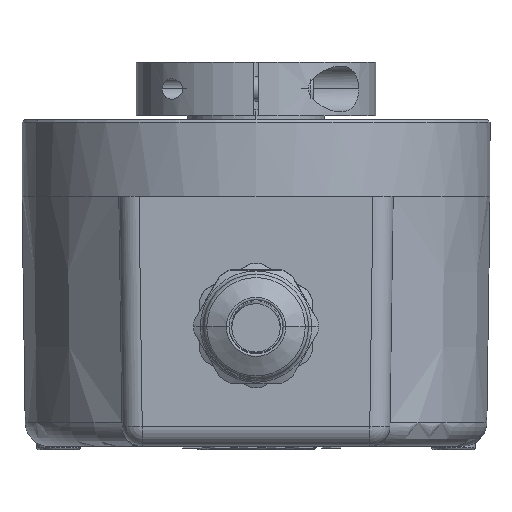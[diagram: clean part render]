
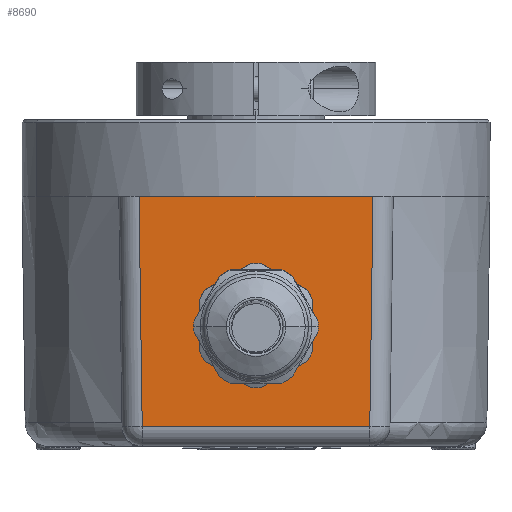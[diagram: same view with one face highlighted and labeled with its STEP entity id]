
A CAD part, front view. The second image highlights one B-rep face of the part: STEP entity #8690.
In plain terms, the highlighted planar face has unit normal (0, -1, -0.014).
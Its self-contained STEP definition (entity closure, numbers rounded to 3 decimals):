
#136 = VECTOR ( 'NONE', #2535, 1000. ) ;
#140 = DIRECTION ( 'NONE',  ( 0., 1., 0.014 ) ) ;
#352 = CARTESIAN_POINT ( 'NONE',  ( 0., -29., 31. ) ) ;
#545 = VERTEX_POINT ( 'NONE', #8351 ) ;
#766 = CIRCLE ( 'NONE', #10808, 7. ) ;
#989 = VERTEX_POINT ( 'NONE', #12812 ) ;
#1158 = CARTESIAN_POINT ( 'NONE',  ( 0., -28.777, 15.003 ) ) ;
#1241 = DIRECTION ( 'NONE',  ( 0., 1., 0.014 ) ) ;
#1664 = AXIS2_PLACEMENT_3D ( 'NONE', #1158, #5218, #7554 ) ;
#2011 = EDGE_CURVE ( 'NONE', #4756, #6173, #766, .T. ) ;
#2057 = CARTESIAN_POINT ( 'NONE',  ( 17., -29., 31. ) ) ;
#2386 = VERTEX_POINT ( 'NONE', #3403 ) ;
#2535 = DIRECTION ( 'NONE',  ( 1., 0., 0. ) ) ;
#2540 = CARTESIAN_POINT ( 'NONE',  ( 0., -28.777, 15.003 ) ) ;
#2573 = ORIENTED_EDGE ( 'NONE', *, *, #10502, .T. ) ;
#2597 = ORIENTED_EDGE ( 'NONE', *, *, #11038, .T. ) ;
#2600 = AXIS2_PLACEMENT_3D ( 'NONE', #4627, #11672, #10903 ) ;
#2618 = ORIENTED_EDGE ( 'NONE', *, *, #6146, .T. ) ;
#2658 = CIRCLE ( 'NONE', #7061, 7. ) ;
#2866 = CARTESIAN_POINT ( 'NONE',  ( -14.494, -28.994, 30.56 ) ) ;
#2941 = CARTESIAN_POINT ( 'NONE',  ( 3.5, -28.861, 21.065 ) ) ;
#3087 = CARTESIAN_POINT ( 'NONE',  ( 14.102, -28.602, 2.465 ) ) ;
#3158 = DIRECTION ( 'NONE',  ( 0., -0.014, 1. ) ) ;
#3239 = CARTESIAN_POINT ( 'NONE',  ( 0., -28.777, 15.003 ) ) ;
#3256 = CARTESIAN_POINT ( 'NONE',  ( -3.5, -28.861, 21.065 ) ) ;
#3345 = EDGE_CURVE ( 'NONE', #12749, #12488, #5762, .T. ) ;
#3363 = ORIENTED_EDGE ( 'NONE', *, *, #8920, .T. ) ;
#3403 = CARTESIAN_POINT ( 'NONE',  ( 3.5, -28.692, 8.942 ) ) ;
#3576 = DIRECTION ( 'NONE',  ( 0., 1., 0.014 ) ) ;
#4180 = VECTOR ( 'NONE', #12543, 1000. ) ;
#4225 = PLANE ( 'NONE',  #6128 ) ;
#4468 = CARTESIAN_POINT ( 'NONE',  ( 0., -28.777, 15.003 ) ) ;
#4627 = CARTESIAN_POINT ( 'NONE',  ( 0., -28.777, 15.003 ) ) ;
#4631 = CARTESIAN_POINT ( 'NONE',  ( 14.5, -29., 31. ) ) ;
#4756 = VERTEX_POINT ( 'NONE', #8292 ) ;
#4832 = DIRECTION ( 'NONE',  ( 0.014, 0.014, -1. ) ) ;
#5160 = CARTESIAN_POINT ( 'NONE',  ( 17., -29., 31. ) ) ;
#5218 = DIRECTION ( 'NONE',  ( 0., 1., 0.014 ) ) ;
#5249 = ORIENTED_EDGE ( 'NONE', *, *, #11200, .T. ) ;
#5359 = LINE ( 'NONE', #2866, #9612 ) ;
#5458 = CARTESIAN_POINT ( 'NONE',  ( 7., -28.777, 15.003 ) ) ;
#5604 = ORIENTED_EDGE ( 'NONE', *, *, #10275, .T. ) ;
#5762 = LINE ( 'NONE', #5160, #7953 ) ;
#5838 = LINE ( 'NONE', #10519, #136 ) ;
#6128 = AXIS2_PLACEMENT_3D ( 'NONE', #2057, #12095, #3158 ) ;
#6146 = EDGE_CURVE ( 'NONE', #7150, #12488, #6393, .T. ) ;
#6173 = VERTEX_POINT ( 'NONE', #3256 ) ;
#6231 = EDGE_CURVE ( 'NONE', #2386, #7734, #7659, .T. ) ;
#6257 = EDGE_LOOP ( 'NONE', ( #2597, #10220, #7063, #12913, #5249, #2573 ) ) ;
#6304 = DIRECTION ( 'NONE',  ( 1., 0., 0. ) ) ;
#6393 = LINE ( 'NONE', #9604, #4180 ) ;
#6612 = CIRCLE ( 'NONE', #9859, 7. ) ;
#7061 = AXIS2_PLACEMENT_3D ( 'NONE', #4468, #140, #9518 ) ;
#7063 = ORIENTED_EDGE ( 'NONE', *, *, #10495, .T. ) ;
#7150 = VERTEX_POINT ( 'NONE', #3087 ) ;
#7554 = DIRECTION ( 'NONE',  ( 1., 0., 0. ) ) ;
#7637 = ORIENTED_EDGE ( 'NONE', *, *, #10937, .F. ) ;
#7659 = CIRCLE ( 'NONE', #11025, 7. ) ;
#7734 = VERTEX_POINT ( 'NONE', #8278 ) ;
#7873 = VECTOR ( 'NONE', #11537, 1000. ) ;
#7953 = VECTOR ( 'NONE', #12172, 1000. ) ;
#8278 = CARTESIAN_POINT ( 'NONE',  ( -3.5, -28.692, 8.942 ) ) ;
#8292 = CARTESIAN_POINT ( 'NONE',  ( -7., -28.777, 15.003 ) ) ;
#8351 = CARTESIAN_POINT ( 'NONE',  ( -14.102, -28.602, 2.465 ) ) ;
#8517 = FACE_BOUND ( 'NONE', #6257, .T. ) ;
#8690 = ADVANCED_FACE ( 'NONE', ( #12891, #8517 ), #4225, .T. ) ;
#8920 = EDGE_CURVE ( 'NONE', #545, #7150, #5838, .T. ) ;
#9518 = DIRECTION ( 'NONE',  ( 1., 0., 0. ) ) ;
#9604 = CARTESIAN_POINT ( 'NONE',  ( 14.501, -29., 31.035 ) ) ;
#9612 = VECTOR ( 'NONE', #4832, 1000. ) ;
#9647 = CARTESIAN_POINT ( 'NONE',  ( 0., -28.777, 15.003 ) ) ;
#9859 = AXIS2_PLACEMENT_3D ( 'NONE', #2540, #3576, #11625 ) ;
#9921 = CIRCLE ( 'NONE', #1664, 7. ) ;
#10119 = DIRECTION ( 'NONE',  ( 1., 0., 0. ) ) ;
#10220 = ORIENTED_EDGE ( 'NONE', *, *, #6231, .T. ) ;
#10275 = EDGE_CURVE ( 'NONE', #989, #545, #5359, .T. ) ;
#10295 = DIRECTION ( 'NONE',  ( 0., 1., 0.014 ) ) ;
#10495 = EDGE_CURVE ( 'NONE', #7734, #4756, #9921, .T. ) ;
#10502 = EDGE_CURVE ( 'NONE', #10812, #11582, #2658, .T. ) ;
#10519 = CARTESIAN_POINT ( 'NONE',  ( 17., -28.602, 2.465 ) ) ;
#10543 = LINE ( 'NONE', #12533, #7873 ) ;
#10808 = AXIS2_PLACEMENT_3D ( 'NONE', #3239, #10295, #10119 ) ;
#10812 = VERTEX_POINT ( 'NONE', #2941 ) ;
#10903 = DIRECTION ( 'NONE',  ( 1., 0., 0. ) ) ;
#10937 = EDGE_CURVE ( 'NONE', #989, #12749, #10543, .T. ) ;
#11025 = AXIS2_PLACEMENT_3D ( 'NONE', #9647, #1241, #6304 ) ;
#11038 = EDGE_CURVE ( 'NONE', #11582, #2386, #6612, .T. ) ;
#11200 = EDGE_CURVE ( 'NONE', #6173, #10812, #12566, .T. ) ;
#11537 = DIRECTION ( 'NONE',  ( 1., 0., 0. ) ) ;
#11582 = VERTEX_POINT ( 'NONE', #5458 ) ;
#11625 = DIRECTION ( 'NONE',  ( 1., 0., 0. ) ) ;
#11672 = DIRECTION ( 'NONE',  ( 0., 1., 0.014 ) ) ;
#12023 = ORIENTED_EDGE ( 'NONE', *, *, #3345, .F. ) ;
#12095 = DIRECTION ( 'NONE',  ( 0., -1., -0.014 ) ) ;
#12172 = DIRECTION ( 'NONE',  ( 1., 0., 0. ) ) ;
#12235 = EDGE_LOOP ( 'NONE', ( #3363, #2618, #12023, #7637, #5604 ) ) ;
#12488 = VERTEX_POINT ( 'NONE', #4631 ) ;
#12533 = CARTESIAN_POINT ( 'NONE',  ( 17., -29., 31. ) ) ;
#12543 = DIRECTION ( 'NONE',  ( 0.014, -0.014, 1. ) ) ;
#12566 = CIRCLE ( 'NONE', #2600, 7. ) ;
#12749 = VERTEX_POINT ( 'NONE', #352 ) ;
#12812 = CARTESIAN_POINT ( 'NONE',  ( -14.5, -29., 31. ) ) ;
#12891 = FACE_OUTER_BOUND ( 'NONE', #12235, .T. ) ;
#12913 = ORIENTED_EDGE ( 'NONE', *, *, #2011, .T. ) ;
